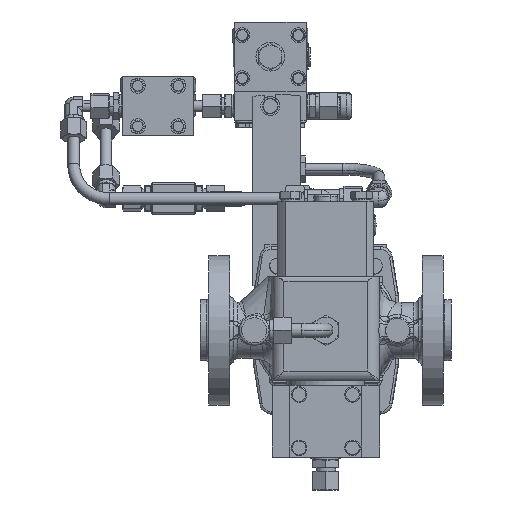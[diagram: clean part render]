
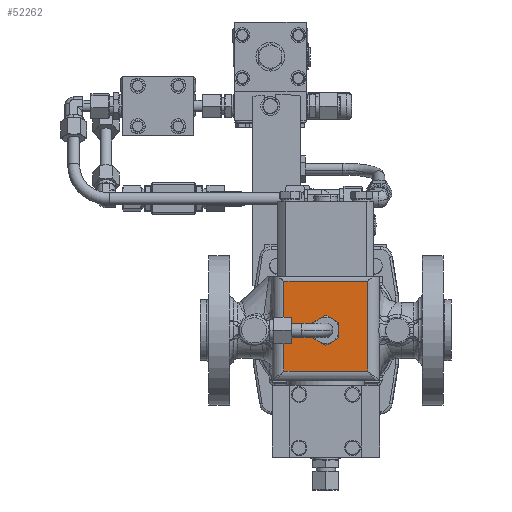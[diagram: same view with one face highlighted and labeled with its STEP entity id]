
A CAD part, front view. The second image highlights one B-rep face of the part: STEP entity #52262.
In plain terms, the highlighted planar face has unit normal (0, -1, 0).
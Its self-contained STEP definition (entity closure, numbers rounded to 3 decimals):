
#2837 = DIRECTION ( 'NONE',  ( 0., 1., 0. ) ) ;
#6304 = CARTESIAN_POINT ( 'NONE',  ( -27.145, -92.381, 318.944 ) ) ;
#9572 = DIRECTION ( 'NONE',  ( 0., 0., 1. ) ) ;
#9903 = DIRECTION ( 'NONE',  ( -1., 0., 0. ) ) ;
#14622 = LINE ( 'NONE', #166689, #73666 ) ;
#15556 = CIRCLE ( 'NONE', #157888, 9. ) ;
#20721 = VERTEX_POINT ( 'NONE', #132706 ) ;
#21076 = CARTESIAN_POINT ( 'NONE',  ( -27.145, -92.381, 352.944 ) ) ;
#24317 = CARTESIAN_POINT ( 'NONE',  ( 7.855, -92.381, 318.944 ) ) ;
#25897 = ORIENTED_EDGE ( 'NONE', *, *, #155559, .T. ) ;
#26817 = VERTEX_POINT ( 'NONE', #171688 ) ;
#29306 = VECTOR ( 'NONE', #9903, 1000. ) ;
#30872 = DIRECTION ( 'NONE',  ( 0., 0., 1. ) ) ;
#36423 = DIRECTION ( 'NONE',  ( 0., 1., 0. ) ) ;
#40189 = CIRCLE ( 'NONE', #65792, 9. ) ;
#41488 = EDGE_LOOP ( 'NONE', ( #86615, #86825, #116409, #25897 ) ) ;
#44314 = VECTOR ( 'NONE', #151357, 1000. ) ;
#44562 = VECTOR ( 'NONE', #130013, 1000. ) ;
#46929 = EDGE_CURVE ( 'Defeature ausgef�hrt1_904+Defeature ausgef�hrt1_1364+Defeature ausgef�hrt1_1364+Defeature ausgef�hrt1_1364', #102598, #20721, #40189, .T. ) ;
#48399 = CARTESIAN_POINT ( 'NONE',  ( -62.145, -92.381, 393.944 ) ) ;
#48514 = PLANE ( 'NONE',  #128489 ) ;
#49121 = DIRECTION ( 'NONE',  ( 0., 0., 1. ) ) ;
#52262 = ADVANCED_FACE ( 'Defeature ausgef�hrt1_904', ( #106003, #132295 ), #48514, .F. ) ;
#59466 = CARTESIAN_POINT ( 'NONE',  ( 7.855, -92.381, 393.944 ) ) ;
#60998 = EDGE_CURVE ( 'Defeature ausgef�hrt1_914+Defeature ausgef�hrt1_904+Defeature ausgef�hrt1_881+Defeature ausgef�hrt1_916', #26817, #96490, #14622, .T. ) ;
#65792 = AXIS2_PLACEMENT_3D ( 'NONE', #86414, #2837, #30872 ) ;
#69097 = CARTESIAN_POINT ( 'NONE',  ( 7.855, -92.381, 352.944 ) ) ;
#69624 = ORIENTED_EDGE ( 'NONE', *, *, #86750, .T. ) ;
#73666 = VECTOR ( 'NONE', #96607, 1000. ) ;
#75701 = VERTEX_POINT ( 'NONE', #24317 ) ;
#81219 = EDGE_LOOP ( 'NONE', ( #69624, #108962 ) ) ;
#83706 = VERTEX_POINT ( 'NONE', #59466 ) ;
#86414 = CARTESIAN_POINT ( 'NONE',  ( -27.145, -92.381, 352.944 ) ) ;
#86615 = ORIENTED_EDGE ( 'NONE', *, *, #92055, .T. ) ;
#86750 = EDGE_CURVE ( 'Defeature ausgef�hrt1_904+Defeature ausgef�hrt1_1364+Defeature ausgef�hrt1_1364+Defeature ausgef�hrt1_1364', #20721, #102598, #15556, .T. ) ;
#86825 = ORIENTED_EDGE ( 'NONE', *, *, #60998, .F. ) ;
#92055 = EDGE_CURVE ( 'Defeature ausgef�hrt1_904+Defeature ausgef�hrt1_908+Defeature ausgef�hrt1_909+Defeature ausgef�hrt1_914', #83706, #96490, #140543, .T. ) ;
#96490 = VERTEX_POINT ( 'NONE', #48399 ) ;
#96607 = DIRECTION ( 'NONE',  ( 0., 0., 1. ) ) ;
#102598 = VERTEX_POINT ( 'NONE', #165830 ) ;
#106003 = FACE_OUTER_BOUND ( 'NONE', #41488, .T. ) ;
#108962 = ORIENTED_EDGE ( 'NONE', *, *, #46929, .T. ) ;
#116409 = ORIENTED_EDGE ( 'NONE', *, *, #173412, .T. ) ;
#118499 = LINE ( 'NONE', #69097, #44314 ) ;
#122289 = CARTESIAN_POINT ( 'NONE',  ( -27.145, -92.381, 352.944 ) ) ;
#128489 = AXIS2_PLACEMENT_3D ( 'NONE', #21076, #132653, #49121 ) ;
#130013 = DIRECTION ( 'NONE',  ( 1., 0., 0. ) ) ;
#132295 = FACE_BOUND ( 'NONE', #81219, .T. ) ;
#132653 = DIRECTION ( 'NONE',  ( 0., 1., 0. ) ) ;
#132706 = CARTESIAN_POINT ( 'NONE',  ( -27.145, -92.381, 343.944 ) ) ;
#133672 = CARTESIAN_POINT ( 'NONE',  ( -72.145, -92.381, 393.944 ) ) ;
#134007 = LINE ( 'NONE', #6304, #44562 ) ;
#140543 = LINE ( 'NONE', #133672, #29306 ) ;
#151357 = DIRECTION ( 'NONE',  ( 0., 0., 1. ) ) ;
#155559 = EDGE_CURVE ( 'Defeature ausgef�hrt1_904+Defeature ausgef�hrt1_909+Defeature ausgef�hrt1_879+Defeature ausgef�hrt1_908', #75701, #83706, #118499, .T. ) ;
#157888 = AXIS2_PLACEMENT_3D ( 'NONE', #122289, #36423, #9572 ) ;
#165830 = CARTESIAN_POINT ( 'NONE',  ( -27.145, -92.381, 361.944 ) ) ;
#166689 = CARTESIAN_POINT ( 'NONE',  ( -62.145, -92.381, 352.944 ) ) ;
#171688 = CARTESIAN_POINT ( 'NONE',  ( -62.145, -92.381, 318.944 ) ) ;
#173412 = EDGE_CURVE ( 'Defeature ausgef�hrt1_904+Defeature ausgef�hrt1_879+Defeature ausgef�hrt1_914+Defeature ausgef�hrt1_909', #26817, #75701, #134007, .T. ) ;
